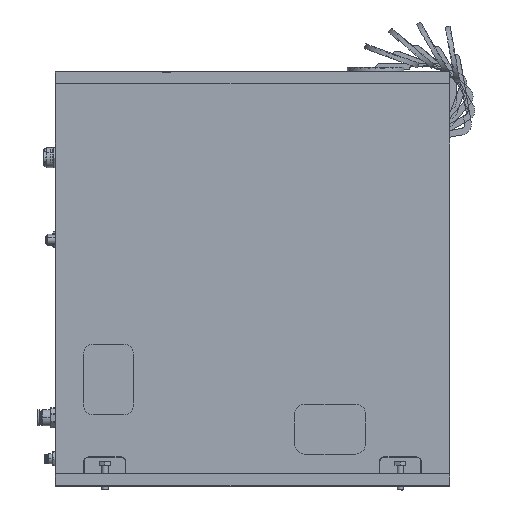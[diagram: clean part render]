
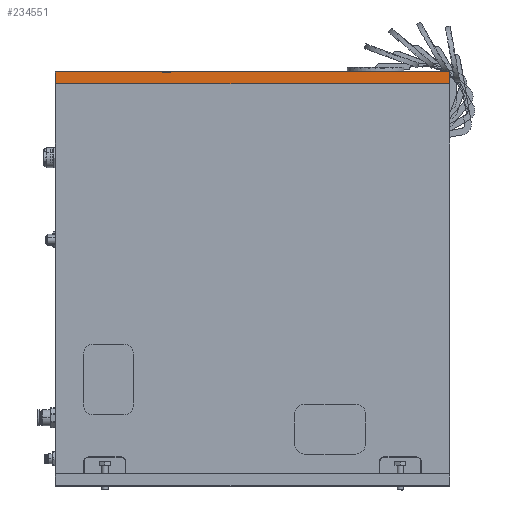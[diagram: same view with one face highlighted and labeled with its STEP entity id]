
A CAD part, front view. The second image highlights one B-rep face of the part: STEP entity #234551.
In plain terms, the highlighted planar face has unit normal (0, -1, 0).
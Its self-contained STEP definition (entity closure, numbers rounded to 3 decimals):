
#121744=ORIENTED_EDGE('',*,*,#149504,.F.);
#121745=ORIENTED_EDGE('',*,*,#149522,.F.);
#121746=ORIENTED_EDGE('',*,*,#149549,.T.);
#121747=ORIENTED_EDGE('',*,*,#149482,.F.);
#121748=ORIENTED_EDGE('',*,*,#149485,.F.);
#121749=ORIENTED_EDGE('',*,*,#149492,.F.);
#121750=ORIENTED_EDGE('',*,*,#149497,.F.);
#121751=ORIENTED_EDGE('',*,*,#149499,.F.);
#127095=VECTOR('',#183018,1.);
#127098=VECTOR('',#183023,1.);
#127103=VECTOR('',#183036,1.);
#127108=VECTOR('',#183049,1.);
#127110=VECTOR('',#183053,1.);
#127115=VECTOR('',#183062,1.);
#127131=VECTOR('',#183086,1.);
#127152=VECTOR('',#183159,1.);
#132065=LINE('',#218230,#127095);
#132068=LINE('',#218236,#127098);
#132073=LINE('',#218250,#127103);
#132078=LINE('',#218260,#127108);
#132080=LINE('',#218264,#127110);
#132085=LINE('',#218274,#127115);
#132101=LINE('',#218307,#127131);
#132122=LINE('',#218364,#127152);
#138909=VERTEX_POINT('',#218224);
#138910=VERTEX_POINT('',#218228);
#138912=VERTEX_POINT('',#218234);
#138917=VERTEX_POINT('',#218248);
#138918=VERTEX_POINT('',#218258);
#138919=VERTEX_POINT('',#218262);
#138922=VERTEX_POINT('',#218272);
#138935=VERTEX_POINT('',#218305);
#149482=EDGE_CURVE('',#138910,#138909,#132065,.T.);
#149485=EDGE_CURVE('',#138912,#138910,#132068,.T.);
#149492=EDGE_CURVE('',#138917,#138912,#132073,.T.);
#149497=EDGE_CURVE('',#138918,#138917,#132078,.T.);
#149499=EDGE_CURVE('',#138919,#138918,#132080,.T.);
#149504=EDGE_CURVE('',#138922,#138919,#132085,.T.);
#149522=EDGE_CURVE('',#138935,#138922,#132101,.T.);
#149549=EDGE_CURVE('',#138935,#138909,#132122,.T.);
#154790=EDGE_LOOP('',(#121744,#121745,#121746,#121747,#121748,#121749,#121750,
#121751));
#159915=FACE_BOUND('',#154790,.T.);
#183018=DIRECTION('',(339.,0.,0.));
#183023=DIRECTION('',(0.,0.,0.5));
#183036=DIRECTION('',(10.,0.,0.));
#183049=DIRECTION('',(0.,0.,-0.5));
#183053=DIRECTION('',(130.,0.,0.));
#183062=DIRECTION('',(0.,0.,14.5));
#183086=DIRECTION('',(-479.,0.,0.));
#183159=DIRECTION('',(0.,0.,14.5));
#183160=DIRECTION('',(0.,-1.,0.));
#183161=DIRECTION('',(-1.,0.,0.));
#218224=CARTESIAN_POINT('',(371.,0.,14.5));
#218228=CARTESIAN_POINT('',(32.,0.,14.5));
#218230=CARTESIAN_POINT('',(32.,0.,14.5));
#218234=CARTESIAN_POINT('',(32.,0.,14.));
#218236=CARTESIAN_POINT('',(32.,0.,14.));
#218248=CARTESIAN_POINT('',(22.,0.,14.));
#218250=CARTESIAN_POINT('',(22.,0.,14.));
#218258=CARTESIAN_POINT('',(22.,0.,14.5));
#218260=CARTESIAN_POINT('',(22.,0.,14.5));
#218262=CARTESIAN_POINT('',(-108.,0.,14.5));
#218264=CARTESIAN_POINT('',(-108.,0.,14.5));
#218272=CARTESIAN_POINT('',(-108.,0.,0.));
#218274=CARTESIAN_POINT('',(-108.,0.,0.));
#218305=CARTESIAN_POINT('',(371.,0.,0.));
#218307=CARTESIAN_POINT('',(371.,0.,0.));
#218364=CARTESIAN_POINT('',(371.,0.,0.));
#218365=CARTESIAN_POINT('',(-108.5,0.,0.));
#228112=AXIS2_PLACEMENT_3D('',#218365,#183160,#183161);
#230171=PLANE('',#228112);
#234551=ADVANCED_FACE('',(#159915),#230171,.T.);
